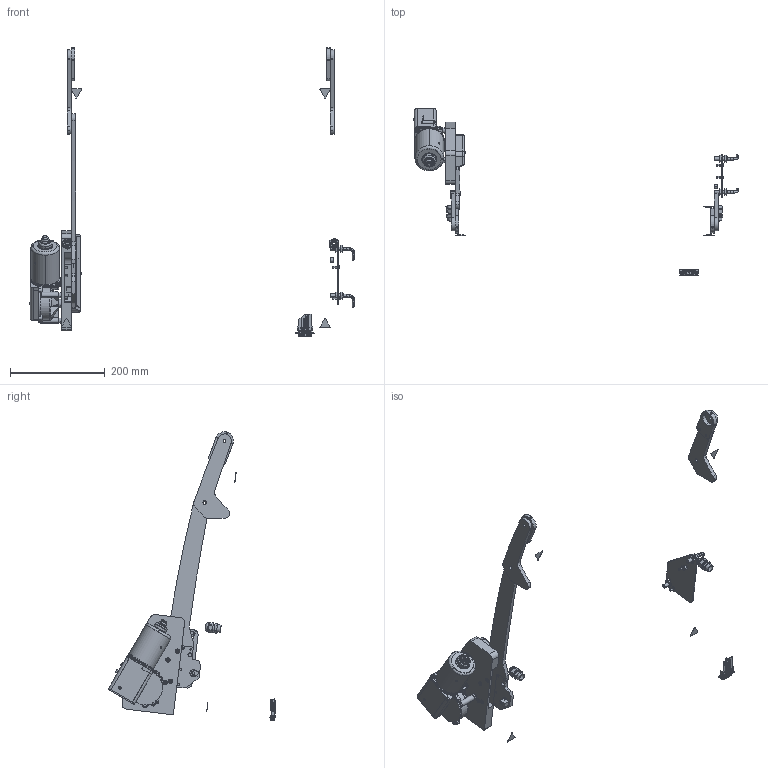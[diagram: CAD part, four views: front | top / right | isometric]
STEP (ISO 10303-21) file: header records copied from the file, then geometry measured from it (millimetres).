
FILE_DESCRIPTION (( 'STEP AP203' ), '1' );
FILE_NAME ('INGUN_114535.STEP', '2023-05-24T13:24:03', ( '' ), ( '' ), 'SwSTEP 2.0', 'SolidWorks 2021', '' );
FILE_SCHEMA (( 'CONFIG_CONTROL_DESIGN' ));
Length unit declared in the file: millimetre
Products named in the file (33): INGUN_114535; 114449~0_KUNDE<S>; 113100~2_KUNDE<S>; 114447~0_KUNDE<S>; 114446~0_KUNDE<S>; ISO7380~n_M04,0x008; 114005~1_S; 112310~2_S; DIN7991~n_M04,0x012; 113791~1_S; 112153~1_S; 114448~1_KUNDE<S>; 43579~2_KUNDE<S>; 113998~0; 113380~2_S; 113884~0_S; DIN912~n_M06,0x025; 35334~0_S; 113890~4_S; 113379~2_S; DIN914~n_M04,0x05; 43643~0; ISO7380~n_M04,0x012; 114067~0_S; 114285~0_M03,0x025; 112697~5_S; 3283~0; 112735~0_S; 112148~7_S; 29795~0; 113415~2_fertig mit Kerbverzahnung<S>; 113365~0
Assembly tree (50 placements, depth 4):
  INGUN_114535
    114005~1_S
      112697~5_S
      112153~1_S
      113890~4_S
      114067~0_S
        113415~2_fertig mit Kerbverzahnung<S>
      112735~0_S
      29795~0
      3283~0
      DIN912~n_M06,0x025  x3
      ISO7380~n_M04,0x008
      114285~0_M03,0x025
      DIN7991~n_M04,0x012  x4
    114446~0_KUNDE<S>
      113100~2_KUNDE<S>
      43579~2_KUNDE<S>
      112148~7_S
      ISO7380~n_M04,0x012
    114447~0_KUNDE<S>
      114448~1_KUNDE<S>
      113379~2_S
      DIN914~n_M04,0x05  x3
    114449~0_KUNDE<S>
      114448~1_KUNDE<S>
      113379~2_S
      DIN914~n_M04,0x05  x3
    113884~0_S
    112310~2_S
    113791~1_S
    113380~2_S
    ISO7380~n_M04,0x012  x2
    113365~0  x2
    113998~0
    43643~0
    43643~0
    35334~0_S  x4
Bounding box: 687.07 x 354.58 x 609.84 mm (x, y, z)
Volume: 772835.9 mm3; surface area: 340557.9 mm2
Topology: 43 solids, 69 shells, 3916 faces, 10321 edges, 6751 vertices
Faces by surface type: cylinder 1768, plane 1665, bspline 223, cone 195, torus 65
Entity records: 135318 total; most frequent: CARTESIAN_POINT 41550, DIRECTION 19021, ORIENTED_EDGE 18764, EDGE_CURVE 9415, AXIS2_PLACEMENT_3D 6877, VERTEX_POINT 6199, VECTOR 5267, LINE 5267
